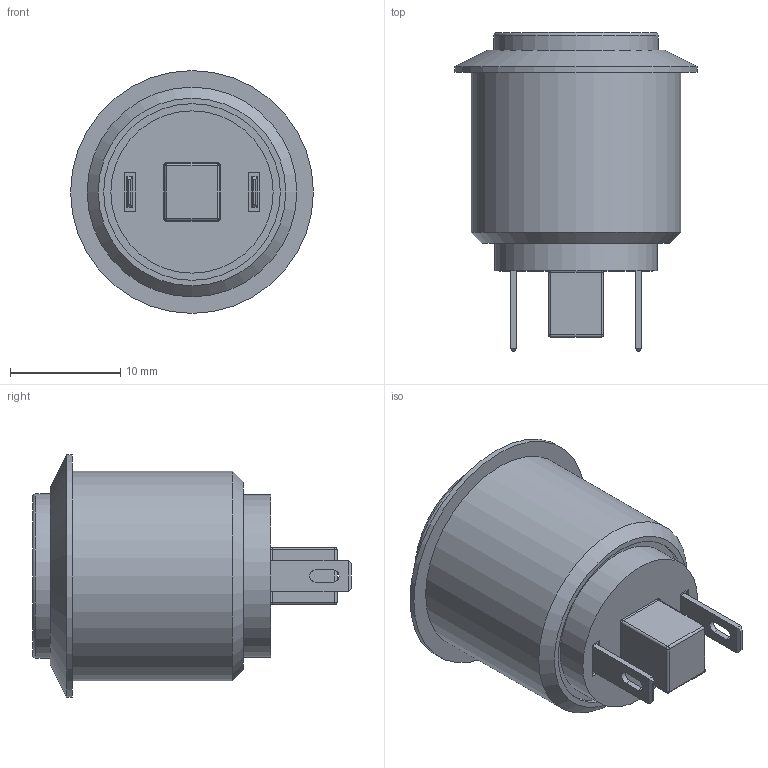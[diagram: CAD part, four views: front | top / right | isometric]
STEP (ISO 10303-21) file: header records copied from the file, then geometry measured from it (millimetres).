
FILE_DESCRIPTION((' '),'2;1');
FILE_NAME('PV1H240xx.stp','2017-07-27T08:16:09',(' '),(' '),' ','ACIS',' ');
FILE_SCHEMA(('CONFIG_CONTROL_DESIGN'));
Length unit declared in the file: inch
Products named in the file (3): PV1H240xx.stp; Body1; Body2
Assembly tree (2 placements, depth 2):
  PV1H240xx.stp
    Body1
    Body2
Bounding box: 22 x 28.9 x 22 mm (x, y, z)
Volume: 3333.5 mm3; surface area: 3196 mm2
Topology: 2 solids, 2 shells, 78 faces, 168 edges, 102 vertices
Faces by surface type: plane 45, cylinder 22, torus 5, sphere 4, cone 2
Full cylindrical faces by diameter (mm): 14.7 x1, 14.9 x1, 15 x1, 16 x1, 19 x1, 22 x1
Entity records: 2406 total; most frequent: DIRECTION 372, CARTESIAN_POINT 337, ORIENTED_EDGE 310, EDGE_CURVE 155, AXIS2_PLACEMENT_3D 134, VECTOR 104, LINE 104, EDGE_LOOP 100
